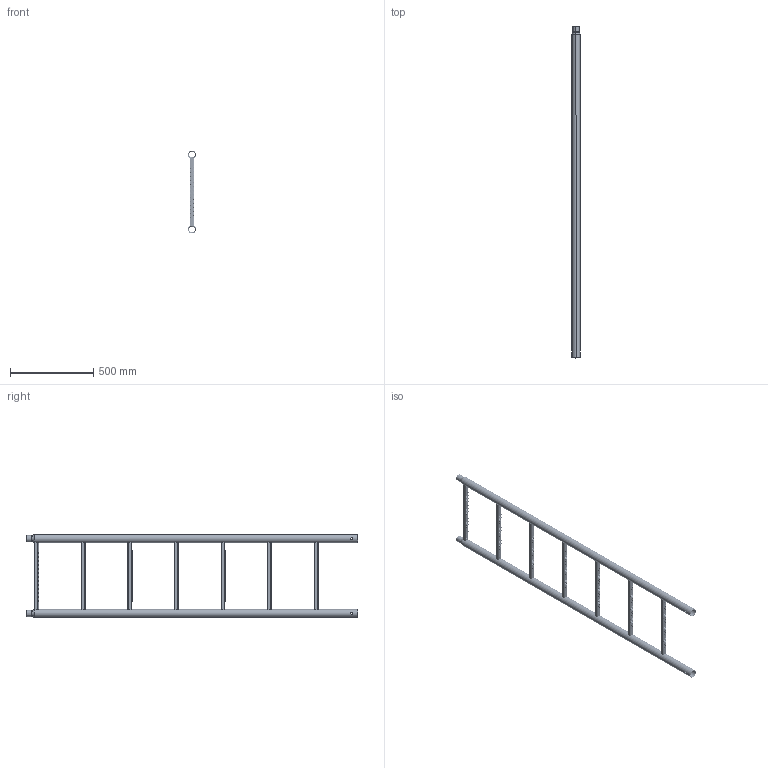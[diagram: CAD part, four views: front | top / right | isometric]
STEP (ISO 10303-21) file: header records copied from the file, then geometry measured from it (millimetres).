
FILE_DESCRIPTION (( 'STEP AP203' ), '1' );
FILE_NAME ('9294000007.STEP', '2024-04-23T14:20:04', ( '' ), ( '' ), 'SwSTEP 2.0', 'SolidWorks 2022', '' );
FILE_SCHEMA (( 'CONFIG_CONTROL_DESIGN' ));
Products named in the file (1): 9294000007
Bounding box: 48.3 x 1995 x 498.3 mm (x, y, z)
Volume: 1511334.4 mm3; surface area: 1541845.1 mm2
Topology: 9 solids, 9 shells, 3299 faces, 9210 edges, 5628 vertices
Faces by surface type: cone 1100, plane 753, torus 736, cylinder 647, bspline 63
Entity records: 116507 total; most frequent: CARTESIAN_POINT 27325, DIRECTION 20560, ORIENTED_EDGE 18420, EDGE_CURVE 9210, AXIS2_PLACEMENT_3D 8507, VERTEX_POINT 5628, CIRCLE 5270, EDGE_LOOP 3738
